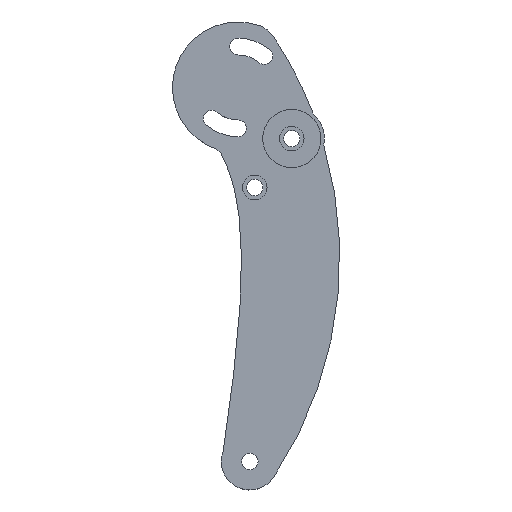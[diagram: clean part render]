
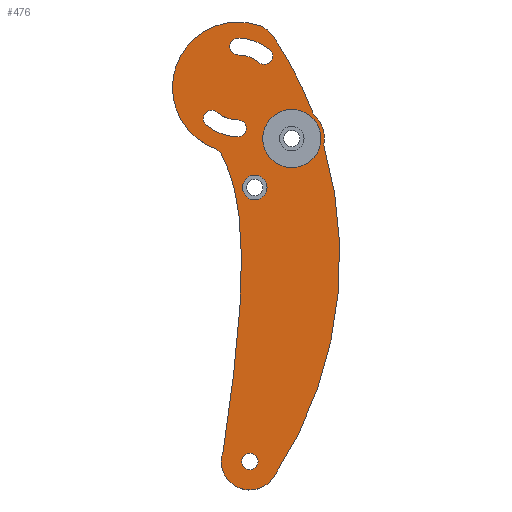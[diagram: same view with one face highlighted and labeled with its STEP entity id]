
A CAD part, top view. The second image highlights one B-rep face of the part: STEP entity #476.
In plain terms, the highlighted planar face has unit normal (0, 0, 1).
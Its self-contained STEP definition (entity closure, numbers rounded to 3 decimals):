
#28=FACE_BOUND('',#98,.T.);
#29=FACE_BOUND('',#99,.T.);
#30=FACE_BOUND('',#100,.T.);
#31=FACE_BOUND('',#101,.T.);
#32=FACE_BOUND('',#102,.T.);
#36=B_SPLINE_CURVE_WITH_KNOTS('',3,(#828,#829,#830,#831),.UNSPECIFIED.,
 .F.,.F.,(4,4),(0.,0.36),.UNSPECIFIED.);
#37=B_SPLINE_CURVE_WITH_KNOTS('',5,(#860,#861,#862,#863,#864,#865,#866,
#867,#868,#869),.UNSPECIFIED.,.F.,.F.,(6,1,1,1,1,6),(0.018,
0.2,0.4,0.6,0.8,0.97),.UNSPECIFIED.);
#41=PLANE('',#551);
#63=FACE_OUTER_BOUND('',#97,.T.);
#97=EDGE_LOOP('',(#395,#396,#397,#398,#399,#400,#401,#402));
#98=EDGE_LOOP('',(#403,#404,#405,#406));
#99=EDGE_LOOP('',(#407,#408,#409,#410));
#100=EDGE_LOOP('',(#411));
#101=EDGE_LOOP('',(#412));
#102=EDGE_LOOP('',(#413));
#155=CIRCLE('',#500,24.1);
#157=CIRCLE('',#503,4.1);
#159=CIRCLE('',#506,15.9);
#161=CIRCLE('',#509,4.1);
#163=CIRCLE('',#512,24.1);
#165=CIRCLE('',#515,4.1);
#167=CIRCLE('',#518,15.9);
#169=CIRCLE('',#521,4.1);
#179=CIRCLE('',#533,6.);
#182=CIRCLE('',#539,32.008);
#183=CIRCLE('',#541,14.);
#184=CIRCLE('',#543,14.);
#187=CIRCLE('',#548,14.25);
#189=CIRCLE('',#552,195.667);
#190=CIRCLE('',#553,16.);
#191=CIRCLE('',#554,195.667);
#192=CIRCLE('',#555,4.);
#196=VERTEX_POINT('',#728);
#197=VERTEX_POINT('',#730);
#199=VERTEX_POINT('',#736);
#201=VERTEX_POINT('',#742);
#204=VERTEX_POINT('',#752);
#205=VERTEX_POINT('',#754);
#207=VERTEX_POINT('',#760);
#209=VERTEX_POINT('',#766);
#221=VERTEX_POINT('',#808);
#224=VERTEX_POINT('',#826);
#225=VERTEX_POINT('',#827);
#226=VERTEX_POINT('',#835);
#227=VERTEX_POINT('',#858);
#228=VERTEX_POINT('',#871);
#229=VERTEX_POINT('',#875);
#232=VERTEX_POINT('',#885);
#234=VERTEX_POINT('',#892);
#235=VERTEX_POINT('',#894);
#236=VERTEX_POINT('',#897);
#240=EDGE_CURVE('',#197,#196,#155,.T.);
#244=EDGE_CURVE('',#196,#199,#157,.T.);
#247=EDGE_CURVE('',#199,#201,#159,.T.);
#249=EDGE_CURVE('',#201,#197,#161,.T.);
#252=EDGE_CURVE('',#205,#204,#163,.T.);
#256=EDGE_CURVE('',#204,#207,#165,.T.);
#259=EDGE_CURVE('',#207,#209,#167,.T.);
#261=EDGE_CURVE('',#209,#205,#169,.T.);
#273=EDGE_CURVE('',#221,#221,#179,.T.);
#278=EDGE_CURVE('',#224,#225,#36,.T.);
#281=EDGE_CURVE('',#226,#225,#182,.T.);
#284=EDGE_CURVE('',#224,#227,#37,.T.);
#286=EDGE_CURVE('',#227,#228,#183,.T.);
#287=EDGE_CURVE('',#229,#226,#184,.T.);
#292=EDGE_CURVE('',#232,#232,#187,.T.);
#295=EDGE_CURVE('',#228,#234,#189,.T.);
#296=EDGE_CURVE('',#234,#235,#190,.T.);
#297=EDGE_CURVE('',#235,#229,#191,.T.);
#298=EDGE_CURVE('',#236,#236,#192,.F.);
#395=ORIENTED_EDGE('',*,*,#295,.T.);
#396=ORIENTED_EDGE('',*,*,#296,.T.);
#397=ORIENTED_EDGE('',*,*,#297,.T.);
#398=ORIENTED_EDGE('',*,*,#287,.T.);
#399=ORIENTED_EDGE('',*,*,#281,.T.);
#400=ORIENTED_EDGE('',*,*,#278,.F.);
#401=ORIENTED_EDGE('',*,*,#284,.T.);
#402=ORIENTED_EDGE('',*,*,#286,.T.);
#403=ORIENTED_EDGE('',*,*,#240,.T.);
#404=ORIENTED_EDGE('',*,*,#244,.T.);
#405=ORIENTED_EDGE('',*,*,#247,.T.);
#406=ORIENTED_EDGE('',*,*,#249,.T.);
#407=ORIENTED_EDGE('',*,*,#252,.T.);
#408=ORIENTED_EDGE('',*,*,#256,.T.);
#409=ORIENTED_EDGE('',*,*,#259,.T.);
#410=ORIENTED_EDGE('',*,*,#261,.T.);
#411=ORIENTED_EDGE('',*,*,#273,.T.);
#412=ORIENTED_EDGE('',*,*,#298,.T.);
#413=ORIENTED_EDGE('',*,*,#292,.T.);
#476=ADVANCED_FACE('',(#63,#28,#29,#30,#31,#32),#41,.T.);
#500=AXIS2_PLACEMENT_3D('',#731,#573,#574);
#503=AXIS2_PLACEMENT_3D('',#738,#581,#582);
#506=AXIS2_PLACEMENT_3D('',#744,#588,#589);
#509=AXIS2_PLACEMENT_3D('',#747,#594,#595);
#512=AXIS2_PLACEMENT_3D('',#755,#601,#602);
#515=AXIS2_PLACEMENT_3D('',#762,#609,#610);
#518=AXIS2_PLACEMENT_3D('',#768,#616,#617);
#521=AXIS2_PLACEMENT_3D('',#771,#622,#623);
#533=AXIS2_PLACEMENT_3D('',#809,#646,#647);
#539=AXIS2_PLACEMENT_3D('',#836,#662,#663);
#541=AXIS2_PLACEMENT_3D('',#873,#669,#670);
#543=AXIS2_PLACEMENT_3D('',#876,#673,#674);
#548=AXIS2_PLACEMENT_3D('',#886,#685,#686);
#551=AXIS2_PLACEMENT_3D('',#891,#692,#693);
#552=AXIS2_PLACEMENT_3D('',#893,#694,#695);
#553=AXIS2_PLACEMENT_3D('',#895,#696,#697);
#554=AXIS2_PLACEMENT_3D('',#896,#698,#699);
#555=AXIS2_PLACEMENT_3D('',#898,#700,#701);
#573=DIRECTION('center_axis',(0.,0.,-1.));
#574=DIRECTION('ref_axis',(0.,-1.,0.));
#581=DIRECTION('center_axis',(0.,0.,-1.));
#582=DIRECTION('ref_axis',(-0.643,-0.766,0.));
#588=DIRECTION('center_axis',(0.,0.,1.));
#589=DIRECTION('ref_axis',(0.,-1.,0.));
#594=DIRECTION('center_axis',(0.,0.,-1.));
#595=DIRECTION('ref_axis',(0.,1.,0.));
#601=DIRECTION('center_axis',(0.,0.,-1.));
#602=DIRECTION('ref_axis',(0.,1.,0.));
#609=DIRECTION('center_axis',(0.,0.,-1.));
#610=DIRECTION('ref_axis',(0.643,0.766,0.));
#616=DIRECTION('center_axis',(0.,0.,1.));
#617=DIRECTION('ref_axis',(0.,1.,0.));
#622=DIRECTION('center_axis',(0.,0.,-1.));
#623=DIRECTION('ref_axis',(0.,-1.,0.));
#646=DIRECTION('center_axis',(0.,0.,-1.));
#647=DIRECTION('ref_axis',(-1.,0.,0.));
#662=DIRECTION('center_axis',(0.,0.,1.));
#663=DIRECTION('ref_axis',(-1.,0.,0.));
#669=DIRECTION('center_axis',(0.,0.,1.));
#670=DIRECTION('ref_axis',(-0.835,0.55,0.));
#673=DIRECTION('center_axis',(0.,0.,1.));
#674=DIRECTION('ref_axis',(0.835,0.55,0.));
#685=DIRECTION('center_axis',(0.,0.,-1.));
#686=DIRECTION('ref_axis',(-1.,0.,0.));
#692=DIRECTION('center_axis',(0.,0.,1.));
#693=DIRECTION('ref_axis',(-1.,0.,0.));
#694=DIRECTION('center_axis',(0.,0.,1.));
#695=DIRECTION('ref_axis',(0.835,-0.55,0.));
#696=DIRECTION('center_axis',(0.,0.,1.));
#697=DIRECTION('ref_axis',(1.,0.,0.));
#698=DIRECTION('center_axis',(0.,0.,1.));
#699=DIRECTION('ref_axis',(0.835,-0.55,0.));
#700=DIRECTION('center_axis',(0.,0.,1.));
#701=DIRECTION('ref_axis',(-1.,0.,0.));
#728=CARTESIAN_POINT('',(-183.73,180.503,-15.65));
#730=CARTESIAN_POINT('',(-168.238,174.865,-15.65));
#731=CARTESIAN_POINT('Origin',(-168.238,198.965,-15.65));
#736=CARTESIAN_POINT('',(-178.459,186.784,-15.65));
#738=CARTESIAN_POINT('Origin',(-181.094,183.644,-15.65));
#742=CARTESIAN_POINT('',(-168.238,183.065,-15.65));
#744=CARTESIAN_POINT('Origin',(-168.238,198.965,-15.65));
#747=CARTESIAN_POINT('Origin',(-168.238,178.965,-15.65));
#752=CARTESIAN_POINT('',(-152.747,217.426,-15.65));
#754=CARTESIAN_POINT('',(-168.238,223.065,-15.65));
#755=CARTESIAN_POINT('Origin',(-168.238,198.965,-15.65));
#760=CARTESIAN_POINT('',(-158.018,211.145,-15.65));
#762=CARTESIAN_POINT('Origin',(-155.383,214.285,-15.65));
#766=CARTESIAN_POINT('',(-168.238,214.865,-15.65));
#768=CARTESIAN_POINT('Origin',(-168.238,198.965,-15.65));
#771=CARTESIAN_POINT('Origin',(-168.238,218.965,-15.65));
#808=CARTESIAN_POINT('',(-154.,150.,-15.65));
#809=CARTESIAN_POINT('Origin',(-160.,150.,-15.65));
#826=CARTESIAN_POINT('',(-176.477,166.591,-15.65));
#827=CARTESIAN_POINT('',(-179.149,168.874,-15.65));
#828=CARTESIAN_POINT('Ctrl Pts',(-176.477,166.591,-15.65));
#829=CARTESIAN_POINT('Ctrl Pts',(-177.056,167.639,-15.65));
#830=CARTESIAN_POINT('Ctrl Pts',(-178.024,168.466,-15.65));
#831=CARTESIAN_POINT('Ctrl Pts',(-179.149,168.874,-15.65));
#835=CARTESIAN_POINT('',(-157.861,229.244,-15.65));
#836=CARTESIAN_POINT('Origin',(-168.238,198.965,-15.65));
#858=CARTESIAN_POINT('',(-175.5,20.939,-15.65));
#860=CARTESIAN_POINT('Ctrl Pts',(-176.477,166.591,-15.65));
#861=CARTESIAN_POINT('Ctrl Pts',(-174.52,163.047,-15.65));
#862=CARTESIAN_POINT('Ctrl Pts',(-170.974,155.014,-15.65));
#863=CARTESIAN_POINT('Ctrl Pts',(-167.352,140.897,-15.65));
#864=CARTESIAN_POINT('Ctrl Pts',(-165.634,118.605,-15.65));
#865=CARTESIAN_POINT('Ctrl Pts',(-167.007,87.82,-15.65));
#866=CARTESIAN_POINT('Ctrl Pts',(-169.808,61.136,-15.65));
#867=CARTESIAN_POINT('Ctrl Pts',(-172.519,40.713,-15.65));
#868=CARTESIAN_POINT('Ctrl Pts',(-174.527,27.198,-15.65));
#869=CARTESIAN_POINT('Ctrl Pts',(-175.5,20.939,-15.65));
#871=CARTESIAN_POINT('',(-150.712,8.294,-15.65));
#873=CARTESIAN_POINT('Origin',(-162.4,16.,-15.65));
#875=CARTESIAN_POINT('',(-150.712,223.706,-15.65));
#876=CARTESIAN_POINT('Origin',(-162.4,216.,-15.65));
#885=CARTESIAN_POINT('',(-127.632,173.925,-15.65));
#886=CARTESIAN_POINT('Origin',(-141.882,173.925,-15.65));
#891=CARTESIAN_POINT('Origin',(-147.4,116.,-15.65));
#892=CARTESIAN_POINT('',(-126.207,170.719,-15.65));
#893=CARTESIAN_POINT('Origin',(-314.067,116.,-15.65));
#894=CARTESIAN_POINT('',(-131.332,185.954,-15.65));
#895=CARTESIAN_POINT('Origin',(-141.882,173.925,-15.65));
#896=CARTESIAN_POINT('Origin',(-314.067,116.,-15.65));
#897=CARTESIAN_POINT('',(-158.4,16.,-15.65));
#898=CARTESIAN_POINT('Origin',(-162.4,16.,-15.65));
